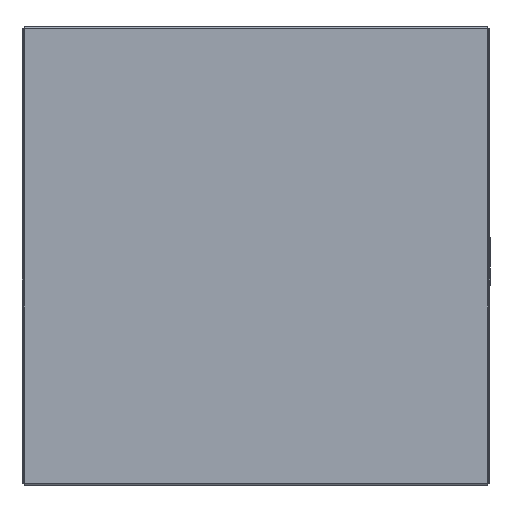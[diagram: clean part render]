
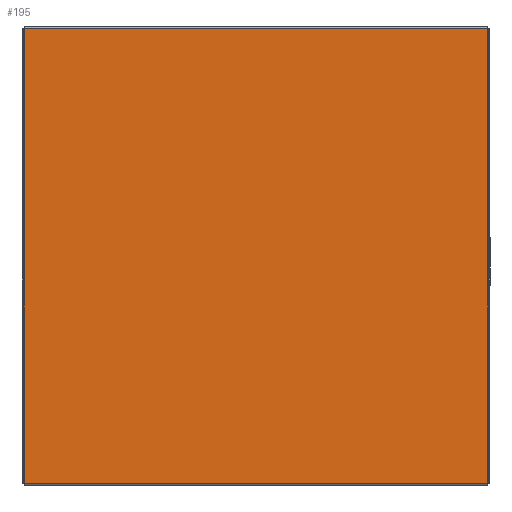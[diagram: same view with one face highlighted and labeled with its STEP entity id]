
A CAD part, top view. The second image highlights one B-rep face of the part: STEP entity #195.
In plain terms, the highlighted planar face has unit normal (0, 0, 1).
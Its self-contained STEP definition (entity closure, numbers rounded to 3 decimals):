
#123 = DIRECTION ( 'NONE',  ( 0., -1., 0. ) ) ;
#142 = DIRECTION ( 'NONE',  ( 1., 0., 0. ) ) ;
#147 = LINE ( 'NONE', #403, #1290 ) ;
#183 = ORIENTED_EDGE ( 'NONE', *, *, #1981, .T. ) ;
#195 = ADVANCED_FACE ( 'NONE', ( #1020 ), #1314, .T. ) ;
#197 = VECTOR ( 'NONE', #123, 1000. ) ;
#321 = LINE ( 'NONE', #1457, #197 ) ;
#403 = CARTESIAN_POINT ( 'NONE',  ( 250.5, 245.5, 0. ) ) ;
#430 = AXIS2_PLACEMENT_3D ( 'NONE', #1131, #482, #653 ) ;
#448 = VERTEX_POINT ( 'NONE', #2059 ) ;
#482 = DIRECTION ( 'NONE',  ( 0., 0., 1. ) ) ;
#554 = CARTESIAN_POINT ( 'NONE',  ( -250.5, 245.5, 0. ) ) ;
#597 = VECTOR ( 'NONE', #1558, 1000. ) ;
#653 = DIRECTION ( 'NONE',  ( 1., 0., 0. ) ) ;
#837 = VERTEX_POINT ( 'NONE', #1529 ) ;
#1020 = FACE_OUTER_BOUND ( 'NONE', #1595, .T. ) ;
#1039 = DIRECTION ( 'NONE',  ( -1., 0., 0. ) ) ;
#1131 = CARTESIAN_POINT ( 'NONE',  ( 0., 0., 0. ) ) ;
#1137 = EDGE_CURVE ( 'NONE', #448, #1449, #1918, .T. ) ;
#1191 = ORIENTED_EDGE ( 'NONE', *, *, #1966, .T. ) ;
#1290 = VECTOR ( 'NONE', #1039, 1000. ) ;
#1314 = PLANE ( 'NONE',  #430 ) ;
#1408 = CARTESIAN_POINT ( 'NONE',  ( 250.5, -245.5, 0. ) ) ;
#1416 = VERTEX_POINT ( 'NONE', #554 ) ;
#1449 = VERTEX_POINT ( 'NONE', #1408 ) ;
#1457 = CARTESIAN_POINT ( 'NONE',  ( -250.5, -245.5, 0. ) ) ;
#1529 = CARTESIAN_POINT ( 'NONE',  ( 250.5, 245.5, 0. ) ) ;
#1558 = DIRECTION ( 'NONE',  ( 0., 1., 0. ) ) ;
#1595 = EDGE_LOOP ( 'NONE', ( #1880, #1776, #1191, #183 ) ) ;
#1776 = ORIENTED_EDGE ( 'NONE', *, *, #1137, .T. ) ;
#1863 = LINE ( 'NONE', #1892, #597 ) ;
#1880 = ORIENTED_EDGE ( 'NONE', *, *, #2154, .T. ) ;
#1892 = CARTESIAN_POINT ( 'NONE',  ( 250.5, -245.5, 0. ) ) ;
#1918 = LINE ( 'NONE', #2126, #2048 ) ;
#1966 = EDGE_CURVE ( 'NONE', #1449, #837, #1863, .T. ) ;
#1981 = EDGE_CURVE ( 'NONE', #837, #1416, #147, .T. ) ;
#2048 = VECTOR ( 'NONE', #142, 1000. ) ;
#2059 = CARTESIAN_POINT ( 'NONE',  ( -250.5, -245.5, 0. ) ) ;
#2126 = CARTESIAN_POINT ( 'NONE',  ( 250.5, -245.5, 0. ) ) ;
#2154 = EDGE_CURVE ( 'NONE', #1416, #448, #321, .T. ) ;
